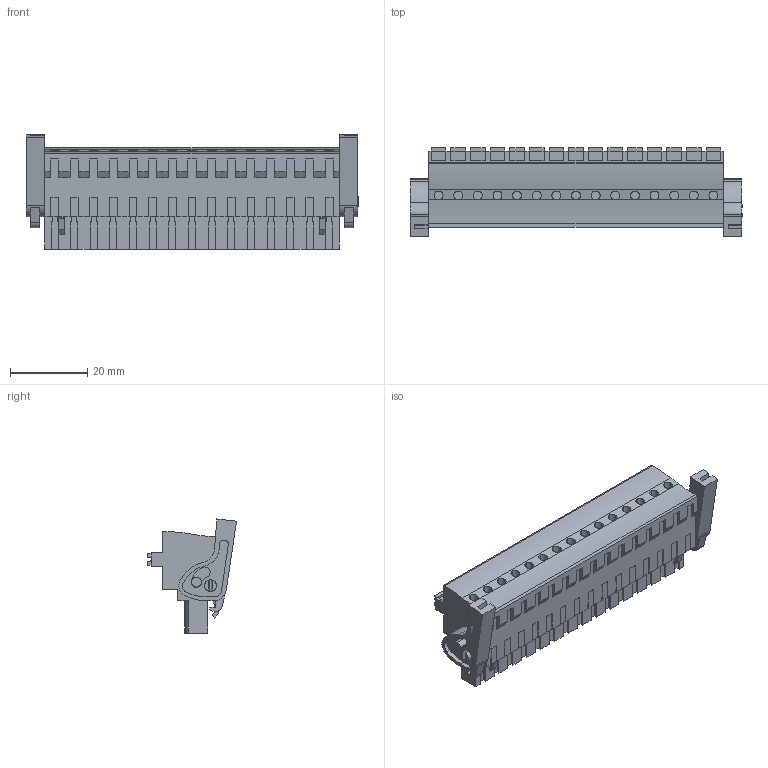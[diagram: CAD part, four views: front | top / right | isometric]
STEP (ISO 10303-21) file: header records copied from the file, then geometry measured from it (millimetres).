
FILE_DESCRIPTION(('CATIA V5 STEP Exchange','CAx-IF Rec.Pracs.--- Model Styling and Organization---1.2---2011-12-15'),'2;1');
FILE_NAME ('D1461204_0_1983210000_1983210000.stp','2017-10-30T15:43:14+00:00',('none'),('Weidmueller'),'CATIA Version 5-6 Release 2014','CATIA V5 STEP AP214','none');
FILE_SCHEMA(('AUTOMOTIVE_DESIGN { 1 0 10303 214 1 1 1 1 }'));
Length unit declared in the file: millimetre
Products named in the file (1): 1983210000
Bounding box: 85.9 x 23.02 x 29.52 mm (x, y, z)
Volume: 23607.6 mm3; surface area: 12584.4 mm2
Topology: 18 solids, 18 shells, 1156 faces, 3208 edges, 2160 vertices
Faces by surface type: plane 939, cylinder 217
Entity records: 33463 total; most frequent: ORIENTED_EDGE 6416, CARTESIAN_POINT 6275, DIRECTION 4240, EDGE_CURVE 3208, VECTOR 2750, LINE 2750, VERTEX_POINT 2160, EDGE_LOOP 1236
